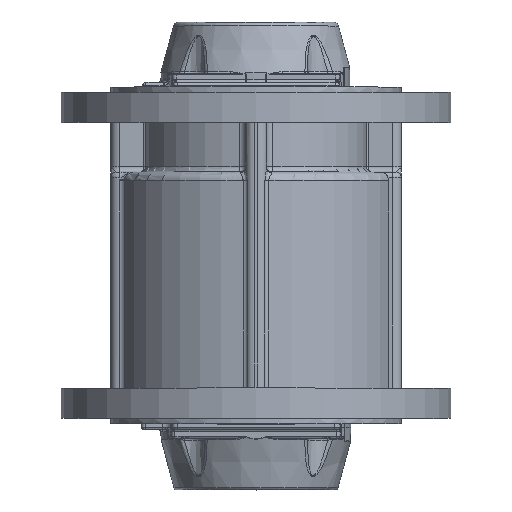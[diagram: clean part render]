
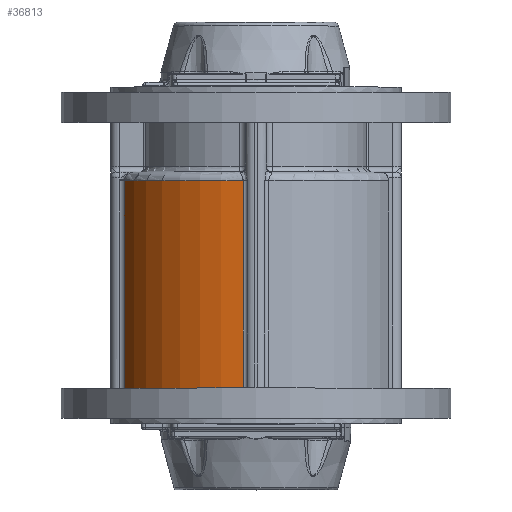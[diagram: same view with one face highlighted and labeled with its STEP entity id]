
A CAD part, top view. The second image highlights one B-rep face of the part: STEP entity #36813.
In plain terms, the highlighted cylindrical face has radius 79 mm (diameter 158 mm), a partial arc.
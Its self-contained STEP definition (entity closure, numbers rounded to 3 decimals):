
#1554=CIRCLE('',#39236,79.);
#1555=CIRCLE('',#39237,79.);
#3394=CYLINDRICAL_SURFACE('',#39235,79.);
#5628=ORIENTED_EDGE('',*,*,#16453,.F.);
#5629=ORIENTED_EDGE('',*,*,#16454,.T.);
#5630=ORIENTED_EDGE('',*,*,#16455,.T.);
#5631=ORIENTED_EDGE('',*,*,#16456,.T.);
#16453=EDGE_CURVE('',#21862,#21863,#1554,.T.);
#16454=EDGE_CURVE('',#21862,#21864,#25263,.F.);
#16455=EDGE_CURVE('',#21864,#21865,#1555,.T.);
#16456=EDGE_CURVE('',#21865,#21863,#25264,.T.);
#21862=VERTEX_POINT('',#52462);
#21863=VERTEX_POINT('',#52463);
#21864=VERTEX_POINT('',#52465);
#21865=VERTEX_POINT('',#52467);
#25263=LINE('',#52464,#27016);
#25264=LINE('',#52468,#27017);
#27016=VECTOR('',#43089,1000.);
#27017=VECTOR('',#43092,1000.);
#28734=EDGE_LOOP('',(#5628,#5629,#5630,#5631));
#31497=FACE_BOUND('',#28734,.T.);
#36813=ADVANCED_FACE('',(#31497),#3394,.T.);
#39235=AXIS2_PLACEMENT_3D('',#52460,#43085,#43086);
#39236=AXIS2_PLACEMENT_3D('',#52461,#43087,#43088);
#39237=AXIS2_PLACEMENT_3D('',#52466,#43090,#43091);
#43085=DIRECTION('',(0.,-1.,0.));
#43086=DIRECTION('',(0.,0.,-1.));
#43087=DIRECTION('',(0.,-1.,0.));
#43088=DIRECTION('',(0.,0.,-1.));
#43089=DIRECTION('',(0.,-1.,0.));
#43090=DIRECTION('',(0.,-1.,0.));
#43091=DIRECTION('',(0.,0.,-1.));
#43092=DIRECTION('',(0.,-1.,0.));
#52460=CARTESIAN_POINT('',(0.,-60.,0.));
#52461=CARTESIAN_POINT('',(0.,-75.,0.));
#52462=CARTESIAN_POINT('',(-7.231,-75.,78.668));
#52463=CARTESIAN_POINT('',(-74.252,-75.,26.975));
#52464=CARTESIAN_POINT('',(-7.231,-60.,78.668));
#52465=CARTESIAN_POINT('',(-7.231,42.,78.668));
#52466=CARTESIAN_POINT('',(0.,42.,0.));
#52467=CARTESIAN_POINT('',(-74.252,42.,26.975));
#52468=CARTESIAN_POINT('',(-74.252,-60.,26.975));
